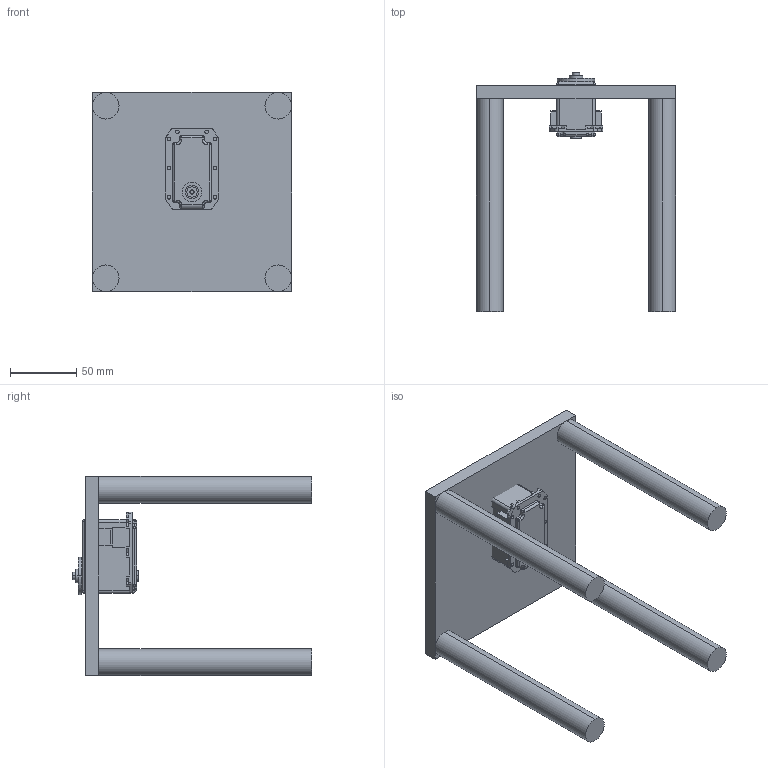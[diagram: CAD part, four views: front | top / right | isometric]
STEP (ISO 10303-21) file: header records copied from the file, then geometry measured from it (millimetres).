
FILE_DESCRIPTION (( 'STEP AP203' ), '1' );
FILE_NAME ('Base.SLDASM_Default_sldprt.STEP', '2018-11-21T09:56:03', ( '' ), ( '' ), 'SwSTEP 2.0', 'SolidWorks 2017', '' );
FILE_SCHEMA (( 'CONFIG_CONTROL_DESIGN' ));
Length unit declared in the file: millimetre
Products named in the file (1): Base.SLDASM_Default_sldprt
Bounding box: 150 x 180.4 x 150 mm (x, y, z)
Volume: 498683.1 mm3; surface area: 107037 mm2
Topology: 2 solids, 2 shells, 451 faces, 1214 edges, 776 vertices
Faces by surface type: plane 310, cylinder 106, bspline 35
Entity records: 16336 total; most frequent: CARTESIAN_POINT 5047, ORIENTED_EDGE 2412, DIRECTION 2178, EDGE_CURVE 1206, LINE 922, VECTOR 922, VERTEX_POINT 776, AXIS2_PLACEMENT_3D 628
